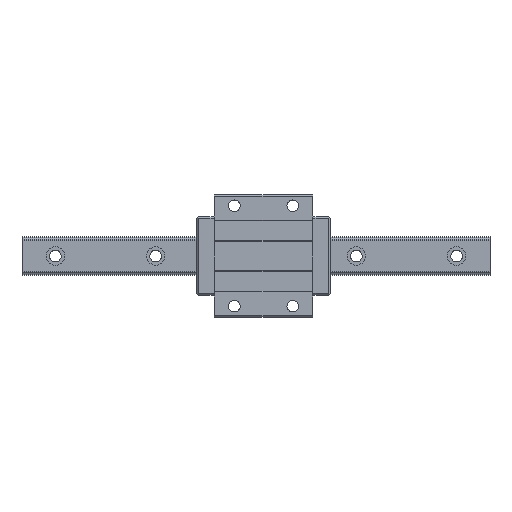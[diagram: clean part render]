
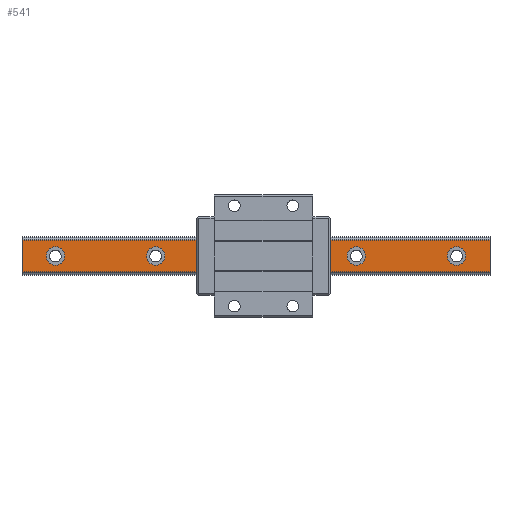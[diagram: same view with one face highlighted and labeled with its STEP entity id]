
A CAD part, top view. The second image highlights one B-rep face of the part: STEP entity #541.
In plain terms, the highlighted planar face has unit normal (0, 0, 1).
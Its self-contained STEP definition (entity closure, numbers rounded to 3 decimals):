
#157=FACE_BOUND('',#984,.T.);
#158=FACE_BOUND('',#985,.T.);
#159=FACE_BOUND('',#986,.T.);
#160=FACE_BOUND('',#987,.T.);
#161=FACE_BOUND('',#988,.T.);
#162=FACE_BOUND('',#989,.T.);
#541=ADVANCED_FACE('',(#157,#158,#159,#160,#161,#162),#670,.F.);
#670=PLANE('',#3751);
#984=EDGE_LOOP('',(#1972));
#985=EDGE_LOOP('',(#1973));
#986=EDGE_LOOP('',(#1974));
#987=EDGE_LOOP('',(#1975));
#988=EDGE_LOOP('',(#1976));
#989=EDGE_LOOP('',(#1977,#1978,#1979,#1980));
#1145=CIRCLE('',#3746,5.5);
#1146=CIRCLE('',#3747,5.5);
#1147=CIRCLE('',#3748,5.5);
#1148=CIRCLE('',#3749,5.5);
#1149=CIRCLE('',#3750,5.5);
#1972=ORIENTED_EDGE('',*,*,#2935,.T.);
#1973=ORIENTED_EDGE('',*,*,#2936,.T.);
#1974=ORIENTED_EDGE('',*,*,#2937,.T.);
#1975=ORIENTED_EDGE('',*,*,#2938,.T.);
#1976=ORIENTED_EDGE('',*,*,#2939,.T.);
#1977=ORIENTED_EDGE('',*,*,#2940,.T.);
#1978=ORIENTED_EDGE('',*,*,#2941,.F.);
#1979=ORIENTED_EDGE('',*,*,#2942,.F.);
#1980=ORIENTED_EDGE('',*,*,#2933,.T.);
#2464=VERTEX_POINT('',#5960);
#2465=VERTEX_POINT('',#5962);
#2466=VERTEX_POINT('',#5966);
#2467=VERTEX_POINT('',#5968);
#2468=VERTEX_POINT('',#5970);
#2469=VERTEX_POINT('',#5972);
#2470=VERTEX_POINT('',#5974);
#2471=VERTEX_POINT('',#5976);
#2472=VERTEX_POINT('',#5978);
#2933=EDGE_CURVE('',#2465,#2464,#3233,.T.);
#2935=EDGE_CURVE('',#2466,#2466,#1145,.T.);
#2936=EDGE_CURVE('',#2467,#2467,#1146,.T.);
#2937=EDGE_CURVE('',#2468,#2468,#1147,.T.);
#2938=EDGE_CURVE('',#2469,#2469,#1148,.T.);
#2939=EDGE_CURVE('',#2470,#2470,#1149,.T.);
#2940=EDGE_CURVE('',#2464,#2471,#3234,.T.);
#2941=EDGE_CURVE('',#2472,#2471,#3235,.T.);
#2942=EDGE_CURVE('',#2465,#2472,#3236,.T.);
#3233=LINE('',#5961,#3474);
#3234=LINE('',#5975,#3475);
#3235=LINE('',#5977,#3476);
#3236=LINE('',#5979,#3477);
#3474=VECTOR('',#4493,1.);
#3475=VECTOR('',#4508,1.);
#3476=VECTOR('',#4509,1.);
#3477=VECTOR('',#4510,1.);
#3746=AXIS2_PLACEMENT_3D('',#5965,#4498,#4499);
#3747=AXIS2_PLACEMENT_3D('',#5967,#4500,#4501);
#3748=AXIS2_PLACEMENT_3D('',#5969,#4502,#4503);
#3749=AXIS2_PLACEMENT_3D('',#5971,#4504,#4505);
#3750=AXIS2_PLACEMENT_3D('',#5973,#4506,#4507);
#3751=AXIS2_PLACEMENT_3D('',#5980,#4511,#4512);
#4493=DIRECTION('',(-1.,0.,0.));
#4498=DIRECTION('',(0.,0.,-1.));
#4499=DIRECTION('',(0.,1.,0.));
#4500=DIRECTION('',(0.,0.,-1.));
#4501=DIRECTION('',(0.,1.,0.));
#4502=DIRECTION('',(0.,0.,-1.));
#4503=DIRECTION('',(0.,1.,0.));
#4504=DIRECTION('',(0.,0.,-1.));
#4505=DIRECTION('',(0.,1.,0.));
#4506=DIRECTION('',(0.,0.,-1.));
#4507=DIRECTION('',(0.,1.,0.));
#4508=DIRECTION('',(0.,-1.,0.));
#4509=DIRECTION('',(-1.,0.,0.));
#4510=DIRECTION('',(0.,-1.,0.));
#4511=DIRECTION('',(0.,0.,-1.));
#4512=DIRECTION('',(0.,1.,0.));
#5960=CARTESIAN_POINT('',(448.665,-1084.462,20.5));
#5961=CARTESIAN_POINT('',(663.665,-1084.462,20.5));
#5962=CARTESIAN_POINT('',(728.665,-1084.462,20.5));
#5965=CARTESIAN_POINT('',(708.665,-1093.785,20.5));
#5966=CARTESIAN_POINT('',(708.665,-1088.285,20.5));
#5967=CARTESIAN_POINT('',(648.665,-1093.785,20.5));
#5968=CARTESIAN_POINT('',(648.665,-1088.285,20.5));
#5969=CARTESIAN_POINT('',(588.665,-1093.785,20.5));
#5970=CARTESIAN_POINT('',(588.665,-1088.285,20.5));
#5971=CARTESIAN_POINT('',(528.665,-1093.785,20.5));
#5972=CARTESIAN_POINT('',(528.665,-1088.285,20.5));
#5973=CARTESIAN_POINT('',(468.665,-1093.785,20.5));
#5974=CARTESIAN_POINT('',(468.665,-1088.285,20.5));
#5975=CARTESIAN_POINT('',(448.665,-1084.462,20.5));
#5976=CARTESIAN_POINT('',(448.665,-1103.109,20.5));
#5977=CARTESIAN_POINT('',(663.665,-1103.109,20.5));
#5978=CARTESIAN_POINT('',(728.665,-1103.109,20.5));
#5979=CARTESIAN_POINT('',(728.665,-1084.462,20.5));
#5980=CARTESIAN_POINT('',(663.665,-1084.462,20.5));
